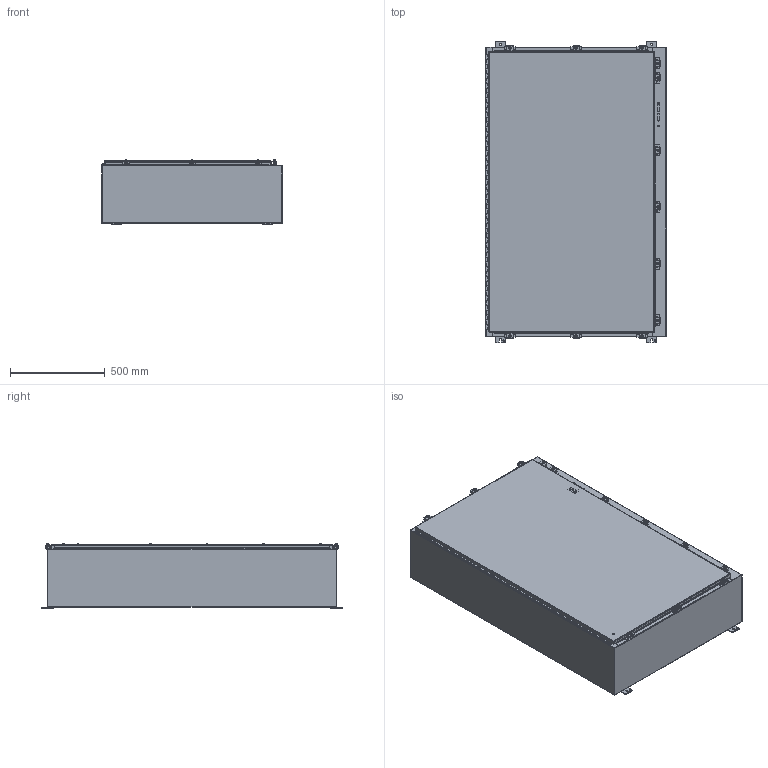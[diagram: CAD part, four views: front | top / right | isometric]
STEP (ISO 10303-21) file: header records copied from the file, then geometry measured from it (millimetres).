
FILE_DESCRIPTION(/* description */ ('SN4 BACK AND SIDES (60X37X12)'),/* implementation_level */ '2;1');
FILE_NAME(/* name */ 'SN4603712.stp',/* time_stamp */ '2016-11-29T13:25:53-06:00',/* author */ ('djett'),/* organization */ (''),/* preprocessor_version */ 'ST-DEVELOPER v16.1',/* originating_system */ 'Autodesk Inventor 2016',/* authorisation */ '');
FILE_SCHEMA (('AUTOMOTIVE_DESIGN { 1 0 10303 214 3 1 1 }'));
Length unit declared in the file: inch
Products named in the file (21): SN4603712BLR; 3889; 34840; 328116T; 328116L; 328116P; 328116; SN46037LID; 38811; HFW3092; 349129; 38846; SN43712TOP; SN43712BTM; 30824-1; 30824-2; 30824-3; 30824-4; 30824; 30817; SN4603712
Assembly tree (54 placements, depth 3):
  SN4603712
    SN4603712BLR
    3889  x8
    34840  x4
    328116
      328116T
      328116L
      328116P
    SN46037LID
    38811  x2
    HFW3092
    349129  x2
    38846
    SN43712TOP
    SN43712BTM
    30824  x12
      30824-1
      30824-2
      30824-3
      30824-4
    30817  x12
Bounding box: 949.74 x 1587.5 x 338.45 mm (x, y, z)
Volume: 9009023.2 mm3; surface area: 9614942.4 mm2
Topology: 85 solids, 85 shells, 2571 faces, 6740 edges, 4417 vertices
Faces by surface type: plane 1391, cylinder 842, bspline 144, sphere 72, torus 68, cone 54
Full cylindrical faces by diameter (mm): 2.794 x48, 3.048 x1, 3.962 x2, 4.826 x2, 5.359 x12, 6.35 x15, 7.137 x14, 7.95 x4, 8.382 x16, 8.56 x1, 8.89 x12, 11.125 x4, 12.7 x12, 13.208 x12, 15.875 x8
Entity records: 35889 total; most frequent: CARTESIAN_POINT 7669, DIRECTION 5719, ORIENTED_EDGE 5700, EDGE_CURVE 2850, LINE 2017, VECTOR 2017, VERTEX_POINT 1899, AXIS2_PLACEMENT_3D 1851
